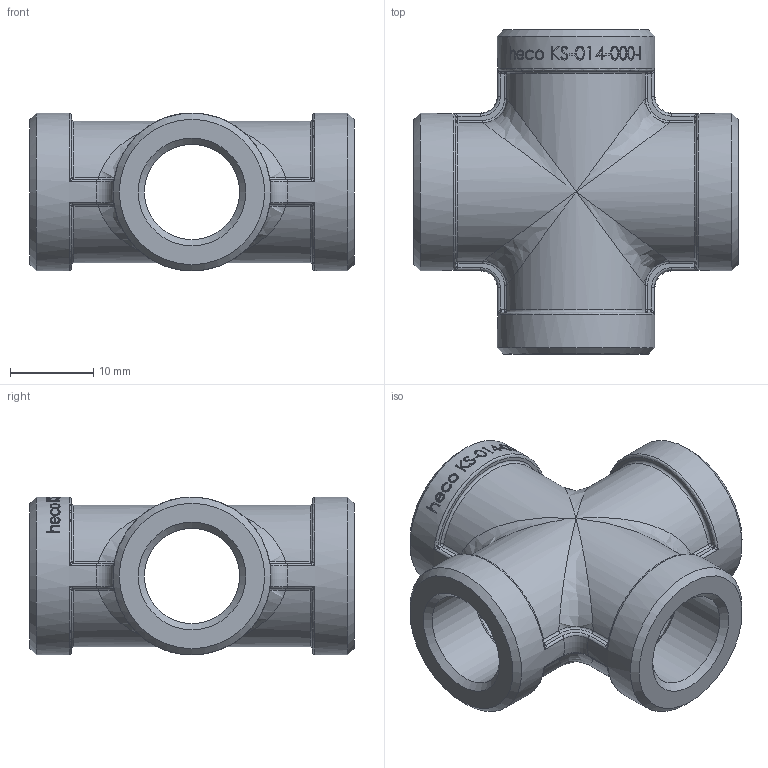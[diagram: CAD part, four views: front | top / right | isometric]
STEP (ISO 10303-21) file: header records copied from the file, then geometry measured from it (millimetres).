
FILE_DESCRIPTION (( 'STEP AP214' ), '1' );
FILE_NAME ('heco_KS-014-000-I.STEP', '2016-06-17T13:36:05', ( '' ), ( '' ), 'SwSTEP 2.0', 'SolidWorks 2011', '' );
FILE_SCHEMA (( 'AUTOMOTIVE_DESIGN' ));
Length unit declared in the file: millimetre
Products named in the file (1): heco_KS-014-000-I
Bounding box: 39 x 39 x 19 mm (x, y, z)
Volume: 7207 mm3; surface area: 6381.1 mm2
Topology: 1 solids, 1 shells, 366 faces, 889 edges, 526 vertices
Faces by surface type: bspline 146, cylinder 91, plane 73, torus 28, sphere 16, cone 12
Full cylindrical faces by diameter (mm): 11.445 x4, 14 x4, 19 x4
Entity records: 23541 total; most frequent: CARTESIAN_POINT 14225, ORIENTED_EDGE 1666, DIRECTION 1023, EDGE_CURVE 833, VERTEX_POINT 518, B_SPLINE_CURVE_WITH_KNOTS 448, EDGE_LOOP 421, AXIS2_PLACEMENT_3D 421
